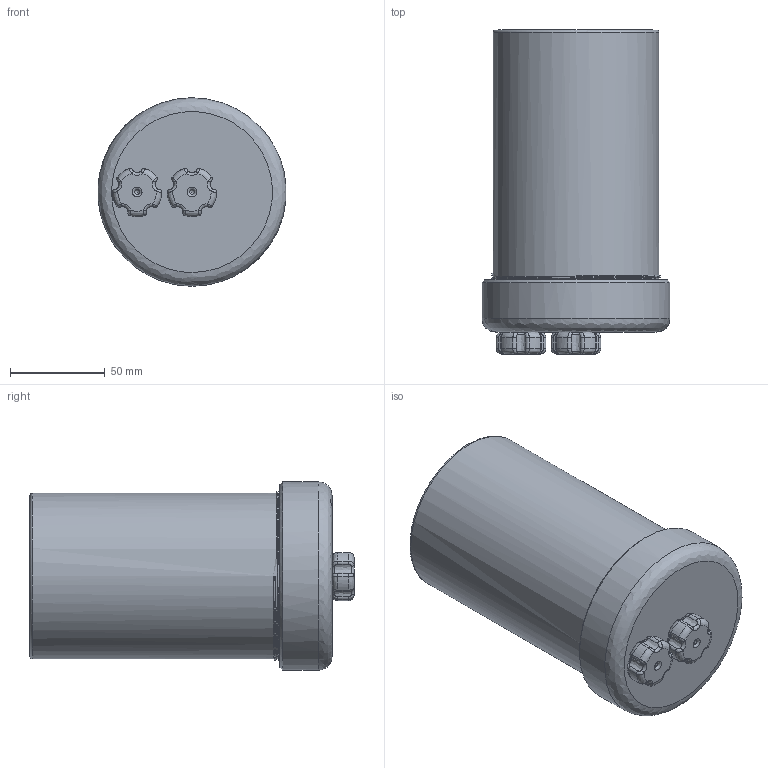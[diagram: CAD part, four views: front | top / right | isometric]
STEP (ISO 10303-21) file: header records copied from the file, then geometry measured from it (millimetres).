
FILE_DESCRIPTION(('FreeCAD Model'),'2;1');
FILE_NAME('Open CASCADE Shape Model','2025-04-26T18:28:58',('FreeCAD'),( 'FreeCAD'),'Open CASCADE STEP processor 7.6','FreeCAD','Unknown');
FILE_SCHEMA(('AUTOMOTIVE_DESIGN { 1 0 10303 214 1 1 1 1 }'));
Length unit declared in the file: millimetre
Products named in the file (1): Open CASCADE STEP translator 7.6 1
Bounding box: 99.37 x 171.28 x 99.57 mm (x, y, z)
Volume: 333906.2 mm3; surface area: 212380.8 mm2
Topology: 11 solids, 12 shells, 386 faces, 891 edges, 548 vertices
Faces by surface type: bspline 386
Entity records: 18402 total; most frequent: CARTESIAN_POINT 13384, ORIENTED_EDGE 1768, EDGE_CURVE 887, VERTEX_POINT 547, FACE_BOUND 489, EDGE_LOOP 489, ADVANCED_FACE 385, B_SPLINE_CURVE_WITH_KNOTS 344
